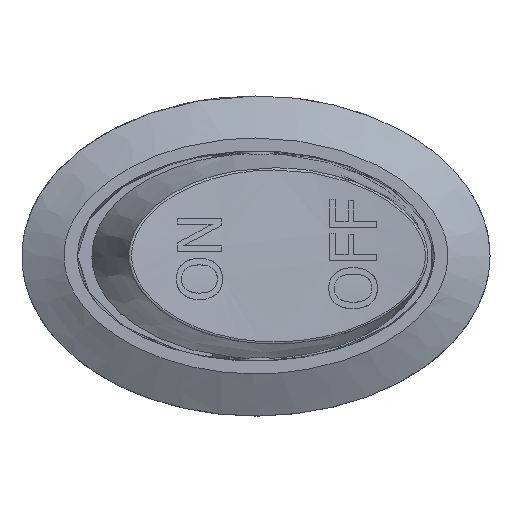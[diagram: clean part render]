
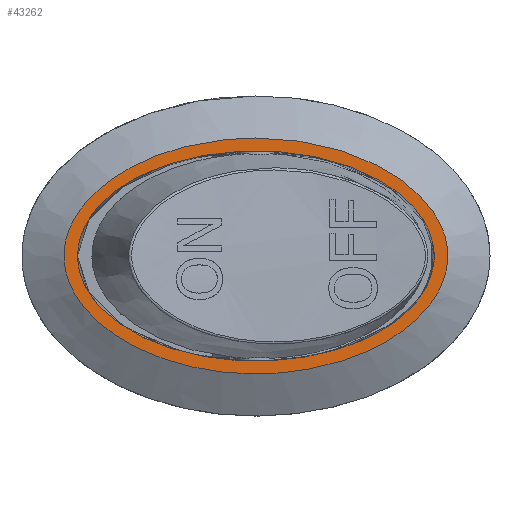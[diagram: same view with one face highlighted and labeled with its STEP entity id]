
A CAD part, top view. The second image highlights one B-rep face of the part: STEP entity #43262.
In plain terms, the highlighted planar face has unit normal (0, 0, 1).
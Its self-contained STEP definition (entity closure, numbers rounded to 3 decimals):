
#42895=CARTESIAN_POINT('',(-9.75,0.,15.5));
#42896=VERTEX_POINT('',#42895);
#42903=CARTESIAN_POINT('',(0.0,0.0,15.5));
#42904=DIRECTION('',(0.0,0.0,-1.0));
#42905=DIRECTION('',(1.0,0.0,0.0));
#42906=AXIS2_PLACEMENT_3D('',#42903,#42904,#42905);
#42907=ELLIPSE('',#42906,9.75,5.75);
#42908=EDGE_CURVE('',#42896,#42896,#42907,.T.);
#43083=CARTESIAN_POINT('',(0.,6.449,15.5));
#43084=VERTEX_POINT('',#43083);
#43093=CARTESIAN_POINT('',(0.,6.449,15.5));
#43094=CARTESIAN_POINT('',(0.437,6.449,15.5));
#43095=CARTESIAN_POINT('',(0.86,6.438,15.5));
#43096=CARTESIAN_POINT('',(1.397,6.39,15.5));
#43097=CARTESIAN_POINT('',(1.934,6.343,15.5));
#43098=CARTESIAN_POINT('',(2.583,6.261,15.5));
#43099=CARTESIAN_POINT('',(3.27,6.117,15.5));
#43100=CARTESIAN_POINT('',(3.957,5.974,15.5));
#43101=CARTESIAN_POINT('',(4.681,5.771,15.5));
#43102=CARTESIAN_POINT('',(5.373,5.509,15.5));
#43103=CARTESIAN_POINT('',(6.065,5.248,15.5));
#43104=CARTESIAN_POINT('',(6.724,4.928,15.5));
#43105=CARTESIAN_POINT('',(7.309,4.575,15.5));
#43106=CARTESIAN_POINT('',(7.895,4.221,15.5));
#43107=CARTESIAN_POINT('',(8.406,3.833,15.5));
#43108=CARTESIAN_POINT('',(8.867,3.384,15.5));
#43109=CARTESIAN_POINT('',(9.097,3.159,15.5));
#43110=CARTESIAN_POINT('',(9.314,2.92,15.5));
#43111=CARTESIAN_POINT('',(9.511,2.664,15.5));
#43112=CARTESIAN_POINT('',(9.707,2.409,15.5));
#43113=CARTESIAN_POINT('',(9.882,2.139,15.5));
#43114=CARTESIAN_POINT('',(10.029,1.853,15.5));
#43115=CARTESIAN_POINT('',(10.175,1.568,15.5));
#43116=CARTESIAN_POINT('',(10.294,1.268,15.5));
#43117=CARTESIAN_POINT('',(10.376,0.956,15.5));
#43118=CARTESIAN_POINT('',(10.457,0.644,15.5));
#43119=CARTESIAN_POINT('',(10.501,0.321,15.5));
#43120=CARTESIAN_POINT('',(10.501,-0.001,15.5));
#43121=CARTESIAN_POINT('',(10.5,-0.645,15.5));
#43122=CARTESIAN_POINT('',(10.32,-1.282,15.5));
#43123=CARTESIAN_POINT('',(10.027,-1.855,15.5));
#43124=CARTESIAN_POINT('',(9.637,-2.618,15.5));
#43125=CARTESIAN_POINT('',(9.048,-3.265,15.5));
#43126=CARTESIAN_POINT('',(8.387,-3.81,15.5));
#43127=CARTESIAN_POINT('',(7.067,-4.901,15.5));
#43128=CARTESIAN_POINT('',(5.462,-5.582,15.5));
#43129=CARTESIAN_POINT('',(3.801,-5.991,15.5));
#43130=CARTESIAN_POINT('',(1.308,-6.606,15.5));
#43131=CARTESIAN_POINT('',(-1.313,-6.609,15.5));
#43132=CARTESIAN_POINT('',(-3.8,-5.993,15.5));
#43133=CARTESIAN_POINT('',(-5.044,-5.685,15.5));
#43134=CARTESIAN_POINT('',(-6.254,-5.223,15.5));
#43135=CARTESIAN_POINT('',(-7.345,-4.553,15.5));
#43136=CARTESIAN_POINT('',(-7.891,-4.218,15.5));
#43137=CARTESIAN_POINT('',(-8.407,-3.831,15.5));
#43138=CARTESIAN_POINT('',(-8.868,-3.383,15.5));
#43139=CARTESIAN_POINT('',(-9.329,-2.935,15.5));
#43140=CARTESIAN_POINT('',(-9.735,-2.426,15.5));
#43141=CARTESIAN_POINT('',(-10.028,-1.854,15.5));
#43142=CARTESIAN_POINT('',(-10.321,-1.281,15.5));
#43143=CARTESIAN_POINT('',(-10.5,-0.645,15.5));
#43144=CARTESIAN_POINT('',(-10.501,-0.001,15.5));
#43145=CARTESIAN_POINT('',(-10.501,0.321,15.5));
#43146=CARTESIAN_POINT('',(-10.457,0.644,15.5));
#43147=CARTESIAN_POINT('',(-10.376,0.956,15.5));
#43148=CARTESIAN_POINT('',(-10.294,1.268,15.5));
#43149=CARTESIAN_POINT('',(-10.175,1.569,15.5));
#43150=CARTESIAN_POINT('',(-10.028,1.854,15.5));
#43151=CARTESIAN_POINT('',(-9.735,2.424,15.5));
#43152=CARTESIAN_POINT('',(-9.328,2.934,15.5));
#43153=CARTESIAN_POINT('',(-8.867,3.384,15.5));
#43154=CARTESIAN_POINT('',(-8.406,3.833,15.5));
#43155=CARTESIAN_POINT('',(-7.89,4.222,15.5));
#43156=CARTESIAN_POINT('',(-7.308,4.575,15.5));
#43157=CARTESIAN_POINT('',(-7.017,4.751,15.5));
#43158=CARTESIAN_POINT('',(-6.709,4.919,15.5));
#43159=CARTESIAN_POINT('',(-6.385,5.076,15.5));
#43160=CARTESIAN_POINT('',(-6.06,5.232,15.5));
#43161=CARTESIAN_POINT('',(-5.72,5.378,15.5));
#43162=CARTESIAN_POINT('',(-5.372,5.509,15.5));
#43163=CARTESIAN_POINT('',(-4.678,5.771,15.5));
#43164=CARTESIAN_POINT('',(-3.957,5.974,15.5));
#43165=CARTESIAN_POINT('',(-3.271,6.117,15.5));
#43166=CARTESIAN_POINT('',(-2.585,6.26,15.5));
#43167=CARTESIAN_POINT('',(-1.933,6.343,15.5));
#43168=CARTESIAN_POINT('',(-1.397,6.39,15.5));
#43169=CARTESIAN_POINT('',(-0.86,6.438,15.5));
#43170=CARTESIAN_POINT('',(-0.437,6.449,15.5));
#43171=CARTESIAN_POINT('',(0.,6.449,15.5));
#43172=B_SPLINE_CURVE_WITH_KNOTS('',3,(#43093,#43094,#43095,#43096,#43097,#43098,#43099,#43100,#43101,#43102,#43103,#43104,#43105,#43106,#43107,#43108,#43109,#43110,#43111,#43112,#43113,#43114,#43115,#43116,#43117,#43118,#43119,#43120,#43121,#43122,#43123,#43124,#43125,#43126,#43127,#43128,#43129,#43130,#43131,#43132,#43133,#43134,#43135,#43136,#43137,#43138,#43139,#43140,#43141,#43142,#43143,#43144,#43145,#43146,#43147,#43148,#43149,#43150,#43151,#43152,#43153,#43154,#43155,#43156,#43157,#43158,#43159,#43160,#43161,#43162,#43163,#43164,#43165,#43166,#43167,#43168,#43169,#43170,#43171),.UNSPECIFIED.,.T.,.U.,(4,3,3,3,3,3,3,3,3,3,3,3,3,3,3,3,3,3,3,3,3,3,3,3,3,3,4),(0.0,0.036,0.071,0.107,0.143,0.179,0.196,0.214,0.232,0.25,0.286,0.333,0.429,0.571,0.643,0.679,0.714,0.75,0.768,0.786,0.821,0.857,0.875,0.893,0.929,0.964,1.0),.UNSPECIFIED.);
#43173=EDGE_CURVE('',#43084,#43084,#43172,.T.);
#43251=CARTESIAN_POINT('',(11.551,-7.093,15.5));
#43252=DIRECTION('',(0.0,0.0,-1.0));
#43253=DIRECTION('',(-1.0,0.0,0.0));
#43254=AXIS2_PLACEMENT_3D('',#43251,#43252,#43253);
#43255=PLANE('',#43254);
#43256=ORIENTED_EDGE('',*,*,#43173,.F.);
#43257=EDGE_LOOP('',(#43256));
#43258=FACE_OUTER_BOUND('',#43257,.T.);
#43259=ORIENTED_EDGE('',*,*,#42908,.T.);
#43260=EDGE_LOOP('',(#43259));
#43261=FACE_BOUND('',#43260,.T.);
#43262=ADVANCED_FACE('',(#43258,#43261),#43255,.F.);
